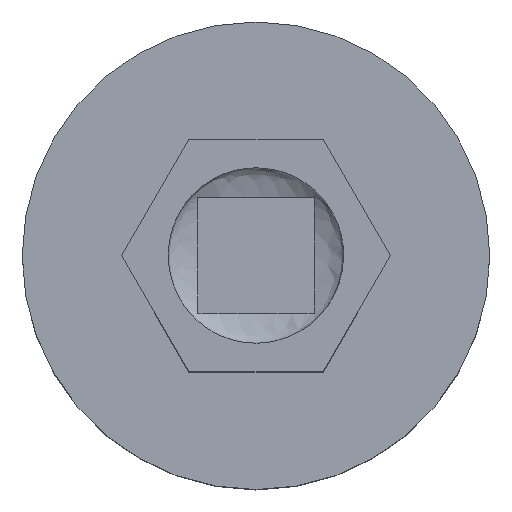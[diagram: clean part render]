
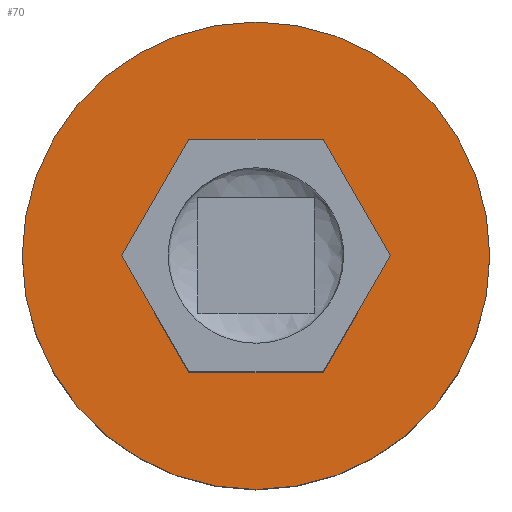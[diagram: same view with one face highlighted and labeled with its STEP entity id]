
A CAD part, top view. The second image highlights one B-rep face of the part: STEP entity #70.
In plain terms, the highlighted planar face has unit normal (0, 0, 1).
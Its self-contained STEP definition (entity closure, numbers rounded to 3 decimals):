
#24 = VERTEX_POINT('',#25);
#25 = CARTESIAN_POINT('',(20.,0.,20.));
#31 = EDGE_CURVE('',#24,#24,#32,.T.);
#32 = CIRCLE('',#33,20.);
#33 = AXIS2_PLACEMENT_3D('',#34,#35,#36);
#34 = CARTESIAN_POINT('',(0.,0.,20.));
#35 = DIRECTION('',(0.,0.,1.));
#36 = DIRECTION('',(1.,0.,0.));
#70 = ADVANCED_FACE('',(#71,#74),#124,.T.);
#71 = FACE_BOUND('',#72,.T.);
#72 = EDGE_LOOP('',(#73));
#73 = ORIENTED_EDGE('',*,*,#31,.T.);
#74 = FACE_BOUND('',#75,.T.);
#75 = EDGE_LOOP('',(#76,#86,#94,#102,#110,#118));
#76 = ORIENTED_EDGE('',*,*,#77,.F.);
#77 = EDGE_CURVE('',#78,#80,#82,.T.);
#78 = VERTEX_POINT('',#79);
#79 = CARTESIAN_POINT('',(11.5,0.,20.));
#80 = VERTEX_POINT('',#81);
#81 = CARTESIAN_POINT('',(5.75,9.959,20.));
#82 = LINE('',#83,#84);
#83 = CARTESIAN_POINT('',(11.5,0.,20.));
#84 = VECTOR('',#85,1.);
#85 = DIRECTION('',(-0.5,0.866,0.));
#86 = ORIENTED_EDGE('',*,*,#87,.F.);
#87 = EDGE_CURVE('',#88,#78,#90,.T.);
#88 = VERTEX_POINT('',#89);
#89 = CARTESIAN_POINT('',(5.75,-9.959,20.));
#90 = LINE('',#91,#92);
#91 = CARTESIAN_POINT('',(5.75,-9.959,20.));
#92 = VECTOR('',#93,1.);
#93 = DIRECTION('',(0.5,0.866,0.));
#94 = ORIENTED_EDGE('',*,*,#95,.F.);
#95 = EDGE_CURVE('',#96,#88,#98,.T.);
#96 = VERTEX_POINT('',#97);
#97 = CARTESIAN_POINT('',(-5.75,-9.959,20.));
#98 = LINE('',#99,#100);
#99 = CARTESIAN_POINT('',(-5.75,-9.959,20.));
#100 = VECTOR('',#101,1.);
#101 = DIRECTION('',(1.,0.,0.));
#102 = ORIENTED_EDGE('',*,*,#103,.F.);
#103 = EDGE_CURVE('',#104,#96,#106,.T.);
#104 = VERTEX_POINT('',#105);
#105 = CARTESIAN_POINT('',(-11.5,0.,20.));
#106 = LINE('',#107,#108);
#107 = CARTESIAN_POINT('',(-11.5,0.,20.));
#108 = VECTOR('',#109,1.);
#109 = DIRECTION('',(0.5,-0.866,0.));
#110 = ORIENTED_EDGE('',*,*,#111,.F.);
#111 = EDGE_CURVE('',#112,#104,#114,.T.);
#112 = VERTEX_POINT('',#113);
#113 = CARTESIAN_POINT('',(-5.75,9.959,20.));
#114 = LINE('',#115,#116);
#115 = CARTESIAN_POINT('',(-5.75,9.959,20.));
#116 = VECTOR('',#117,1.);
#117 = DIRECTION('',(-0.5,-0.866,-0.));
#118 = ORIENTED_EDGE('',*,*,#119,.F.);
#119 = EDGE_CURVE('',#80,#112,#120,.T.);
#120 = LINE('',#121,#122);
#121 = CARTESIAN_POINT('',(5.75,9.959,20.));
#122 = VECTOR('',#123,1.);
#123 = DIRECTION('',(-1.,0.,-0.));
#124 = PLANE('',#125);
#125 = AXIS2_PLACEMENT_3D('',#126,#127,#128);
#126 = CARTESIAN_POINT('',(0.,0.,20.));
#127 = DIRECTION('',(0.,0.,1.));
#128 = DIRECTION('',(1.,0.,0.));
